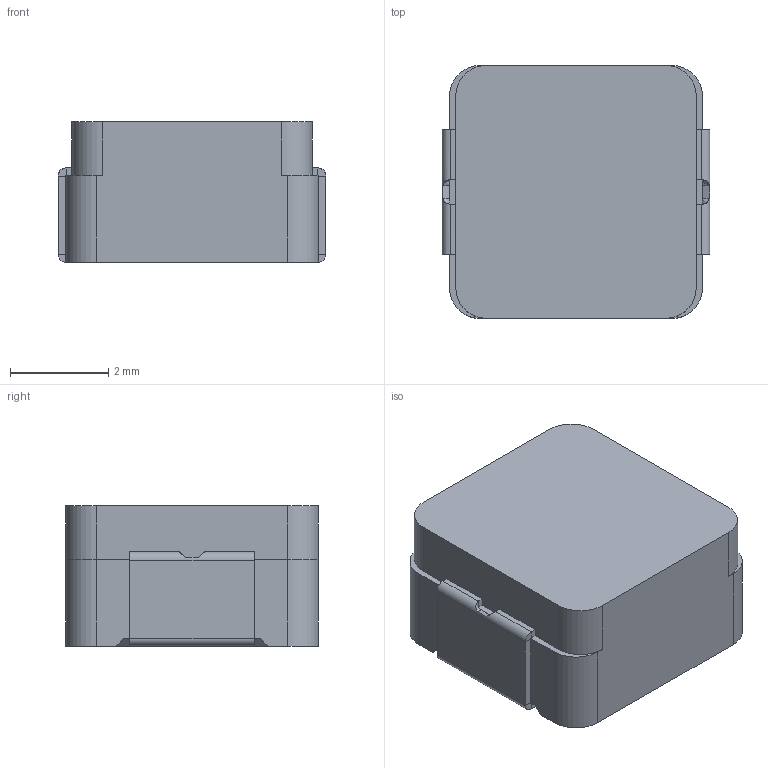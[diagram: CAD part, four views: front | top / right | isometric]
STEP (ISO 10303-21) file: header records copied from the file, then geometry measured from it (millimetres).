
FILE_DESCRIPTION(/* description */ ('STEP AP214'),/* implementation_level */ '2;1');
FILE_NAME(/* name */ 'IHLP2020CZ.step',/* time_stamp */ '2024-10-22T17:21:30-04:00',/* author */ (''),/* organization */ (''),/* preprocessor_version */ 'ST-DEVELOPER v20',/* originating_system */ 'Autodesk Translation Framework v13.20.0.188',/* authorisation */ '');
FILE_SCHEMA (('AUTOMOTIVE_DESIGN { 1 0 10303 214 3 1 1 }'));
Length unit declared in the file: inch
Products named in the file (1): IHLP2020CZ
Bounding box: 5.45 x 5.15 x 2.86 mm (x, y, z)
Volume: 74.4 mm3; surface area: 111.5 mm2
Topology: 1 solids, 1 shells, 82 faces, 224 edges, 144 vertices
Faces by surface type: plane 62, cylinder 16, bspline 4
Entity records: 2782 total; most frequent: CARTESIAN_POINT 579, ORIENTED_EDGE 448, DIRECTION 402, EDGE_CURVE 224, LINE 180, VECTOR 180, VERTEX_POINT 144, AXIS2_PLACEMENT_3D 111
